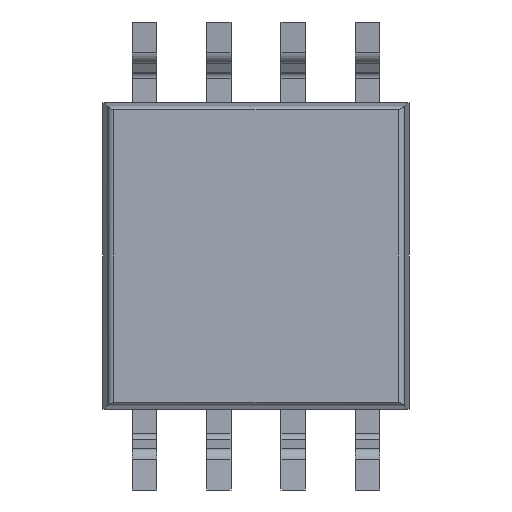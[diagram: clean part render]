
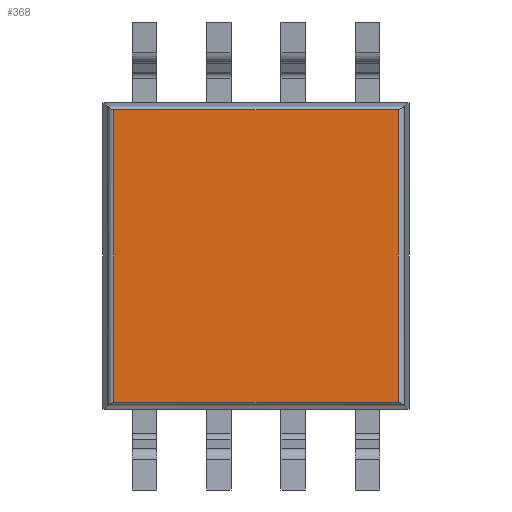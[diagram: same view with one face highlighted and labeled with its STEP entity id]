
A CAD part, front view. The second image highlights one B-rep face of the part: STEP entity #368.
In plain terms, the highlighted planar face has unit normal (0, -1, 0).
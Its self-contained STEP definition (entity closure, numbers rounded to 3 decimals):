
#368=ADVANCED_FACE('',(#752),#753,.T.);
#752=FACE_OUTER_BOUND('',#1158,.T.);
#753=PLANE('',#1159);
#1158=EDGE_LOOP('',(#2219,#2220,#2221,#2222));
#1159=AXIS2_PLACEMENT_3D('',#2223,#2224,#2225);
#2219=ORIENTED_EDGE('',*,*,#2872,.T.);
#2220=ORIENTED_EDGE('',*,*,#2873,.T.);
#2221=ORIENTED_EDGE('',*,*,#2874,.T.);
#2222=ORIENTED_EDGE('',*,*,#2875,.F.);
#2223=CARTESIAN_POINT('',(2.62,0.15,2.62));
#2224=DIRECTION('',(0.,-1.0,0.));
#2225=DIRECTION('',(-1.0,0.,0.));
#2872=EDGE_CURVE('',#3555,#3556,#3557,.T.);
#2873=EDGE_CURVE('',#3556,#3558,#3559,.T.);
#2874=EDGE_CURVE('',#3558,#3560,#3561,.T.);
#2875=EDGE_CURVE('',#3555,#3560,#3562,.T.);
#3555=VERTEX_POINT('',#4506);
#3556=VERTEX_POINT('',#4507);
#3557=LINE('',#4508,#4509);
#3558=VERTEX_POINT('',#4510);
#3559=LINE('',#4511,#4512);
#3560=VERTEX_POINT('',#4513);
#3561=LINE('',#4514,#4515);
#3562=LINE('',#4516,#4517);
#4506=CARTESIAN_POINT('',(5.057,0.15,2.502));
#4507=CARTESIAN_POINT('',(0.183,0.15,2.502));
#4508=CARTESIAN_POINT('',(2.62,0.15,2.502));
#4509=VECTOR('',#5206,1.0);
#4510=CARTESIAN_POINT('',(0.183,0.15,-2.502));
#4511=CARTESIAN_POINT('',(0.183,0.15,2.62));
#4512=VECTOR('',#5207,1.0);
#4513=CARTESIAN_POINT('',(5.057,0.15,-2.502));
#4514=CARTESIAN_POINT('',(2.62,0.15,-2.502));
#4515=VECTOR('',#5208,1.0);
#4516=CARTESIAN_POINT('',(5.057,0.15,2.62));
#4517=VECTOR('',#5209,1.0);
#5206=DIRECTION('',(-1.0,-0.0,0.));
#5207=DIRECTION('',(0.,0.0,-1.0));
#5208=DIRECTION('',(1.0,0.0,0.));
#5209=DIRECTION('',(0.,0.0,-1.0));
